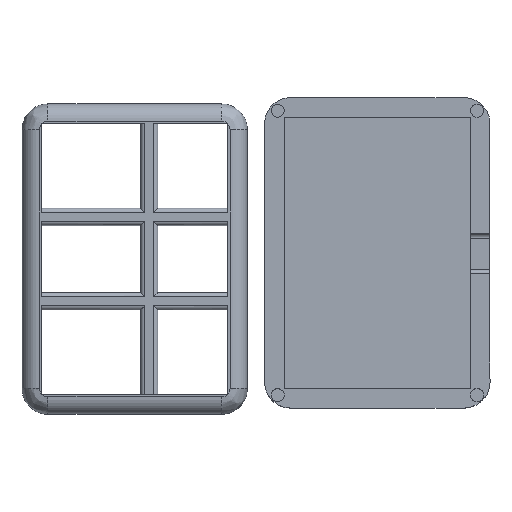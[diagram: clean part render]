
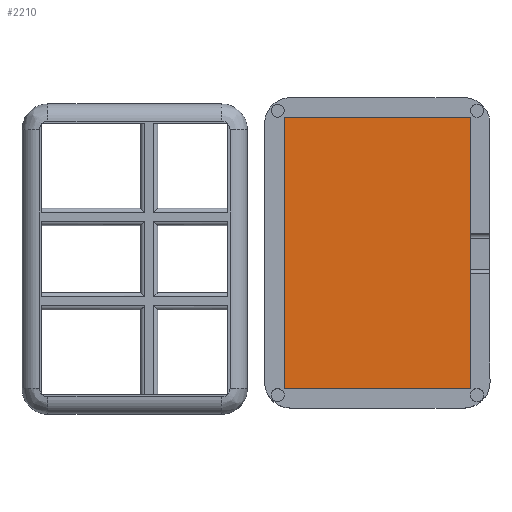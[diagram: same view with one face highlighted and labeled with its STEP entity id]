
A CAD part, top view. The second image highlights one B-rep face of the part: STEP entity #2210.
In plain terms, the highlighted planar face has unit normal (0, 0, 1).
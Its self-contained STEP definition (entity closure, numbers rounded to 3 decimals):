
#110=PLANE('',#2483);
#255=FACE_OUTER_BOUND('',#389,.T.);
#389=EDGE_LOOP('',(#2026,#2027,#2028,#2029));
#537=LINE('',#3702,#715);
#540=LINE('',#3707,#718);
#562=LINE('',#4062,#740);
#566=LINE('',#4070,#744);
#715=VECTOR('',#2963,10.);
#718=VECTOR('',#2968,10.);
#740=VECTOR('',#3142,10.);
#744=VECTOR('',#3154,10.);
#1016=VERTEX_POINT('',#3699);
#1017=VERTEX_POINT('',#3701);
#1018=VERTEX_POINT('',#3705);
#1063=VERTEX_POINT('',#4060);
#1303=EDGE_CURVE('',#1017,#1016,#537,.T.);
#1306=EDGE_CURVE('',#1016,#1018,#540,.T.);
#1380=EDGE_CURVE('',#1018,#1063,#562,.T.);
#1384=EDGE_CURVE('',#1063,#1017,#566,.T.);
#2026=ORIENTED_EDGE('',*,*,#1306,.T.);
#2027=ORIENTED_EDGE('',*,*,#1380,.T.);
#2028=ORIENTED_EDGE('',*,*,#1384,.T.);
#2029=ORIENTED_EDGE('',*,*,#1303,.T.);
#2210=ADVANCED_FACE('',(#255),#110,.T.);
#2483=AXIS2_PLACEMENT_3D('',#4073,#3158,#3159);
#2963=DIRECTION('',(0.,-1.,0.));
#2968=DIRECTION('',(1.,0.,0.));
#3142=DIRECTION('',(0.,1.,0.));
#3154=DIRECTION('',(-1.,0.,0.));
#3158=DIRECTION('center_axis',(0.,0.,1.));
#3159=DIRECTION('ref_axis',(1.,0.,0.));
#3699=CARTESIAN_POINT('',(-47.944,-13.59,1.));
#3701=CARTESIAN_POINT('',(-47.944,29.574,1.));
#3702=CARTESIAN_POINT('',(-47.944,-13.59,1.));
#3705=CARTESIAN_POINT('',(14.905,-13.59,1.));
#3707=CARTESIAN_POINT('',(14.905,-13.59,1.));
#4060=CARTESIAN_POINT('',(14.905,29.574,1.));
#4062=CARTESIAN_POINT('',(14.905,29.574,1.));
#4070=CARTESIAN_POINT('',(-47.944,29.574,1.));
#4073=CARTESIAN_POINT('Origin',(-16.519,7.992,1.));
